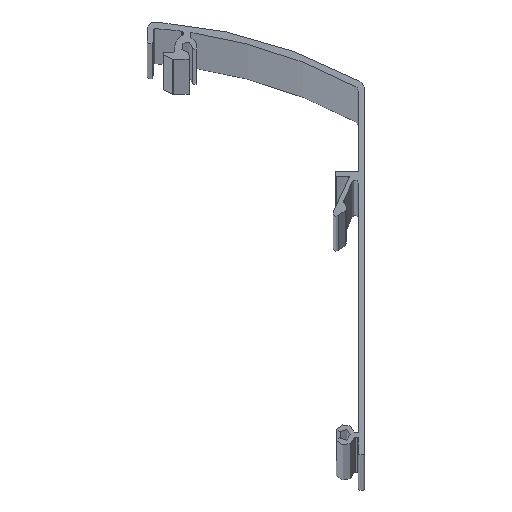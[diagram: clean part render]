
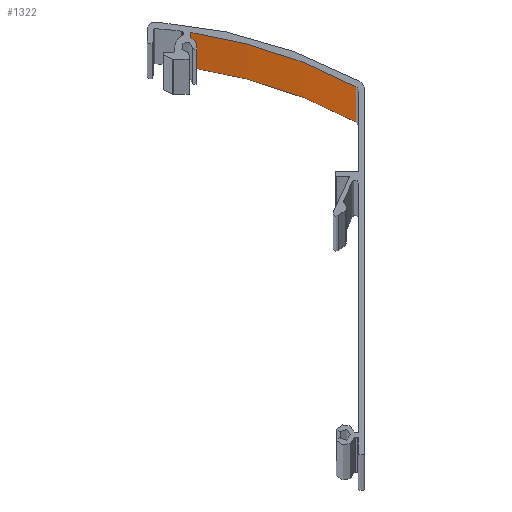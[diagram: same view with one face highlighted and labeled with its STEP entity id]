
A CAD part, top view. The second image highlights one B-rep face of the part: STEP entity #1322.
In plain terms, the highlighted cylindrical face has radius 148 mm (diameter 296 mm), a partial arc.
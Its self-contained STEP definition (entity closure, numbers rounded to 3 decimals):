
#93=LINE('',#2243,#209);
#95=LINE('',#2249,#211);
#209=VECTOR('',#1739,10.);
#211=VECTOR('',#1745,10.);
#310=CIRCLE('',#1434,148.);
#327=CIRCLE('',#1465,148.);
#369=CYLINDRICAL_SURFACE('',#1464,148.);
#419=FACE_OUTER_BOUND('',#489,.T.);
#489=EDGE_LOOP('',(#1033,#1034,#1035,#1036));
#611=VERTEX_POINT('',#2162);
#612=VERTEX_POINT('',#2164);
#638=VERTEX_POINT('',#2242);
#640=VERTEX_POINT('',#2248);
#754=EDGE_CURVE('',#611,#612,#310,.T.);
#793=EDGE_CURVE('',#612,#638,#93,.T.);
#796=EDGE_CURVE('',#611,#640,#95,.T.);
#797=EDGE_CURVE('',#638,#640,#327,.T.);
#1033=ORIENTED_EDGE('',*,*,#793,.F.);
#1034=ORIENTED_EDGE('',*,*,#754,.F.);
#1035=ORIENTED_EDGE('',*,*,#796,.T.);
#1036=ORIENTED_EDGE('',*,*,#797,.F.);
#1322=ADVANCED_FACE('',(#419),#369,.F.);
#1434=AXIS2_PLACEMENT_3D('',#2165,#1658,#1659);
#1464=AXIS2_PLACEMENT_3D('',#2247,#1743,#1744);
#1465=AXIS2_PLACEMENT_3D('',#2250,#1746,#1747);
#1658=DIRECTION('center_axis',(0.,0.,1.));
#1659=DIRECTION('ref_axis',(-0.474,-0.88,0.));
#1739=DIRECTION('',(0.,0.,1.));
#1743=DIRECTION('center_axis',(0.,0.,1.));
#1744=DIRECTION('ref_axis',(-0.474,-0.88,0.));
#1745=DIRECTION('',(0.,0.,1.));
#1746=DIRECTION('center_axis',(0.,0.,-1.));
#1747=DIRECTION('ref_axis',(-0.474,-0.88,0.));
#2162=CARTESIAN_POINT('',(18.712,34.248,-3000.));
#2164=CARTESIAN_POINT('',(-30.472,50.465,-3000.));
#2165=CARTESIAN_POINT('Origin',(-51.511,-96.032,-3000.));
#2242=CARTESIAN_POINT('',(-30.472,50.465,3000.));
#2243=CARTESIAN_POINT('',(-30.472,50.465,0.));
#2247=CARTESIAN_POINT('Origin',(-51.511,-96.032,0.));
#2248=CARTESIAN_POINT('',(18.712,34.248,3000.));
#2249=CARTESIAN_POINT('',(18.712,34.248,0.));
#2250=CARTESIAN_POINT('Origin',(-51.511,-96.032,3000.));
